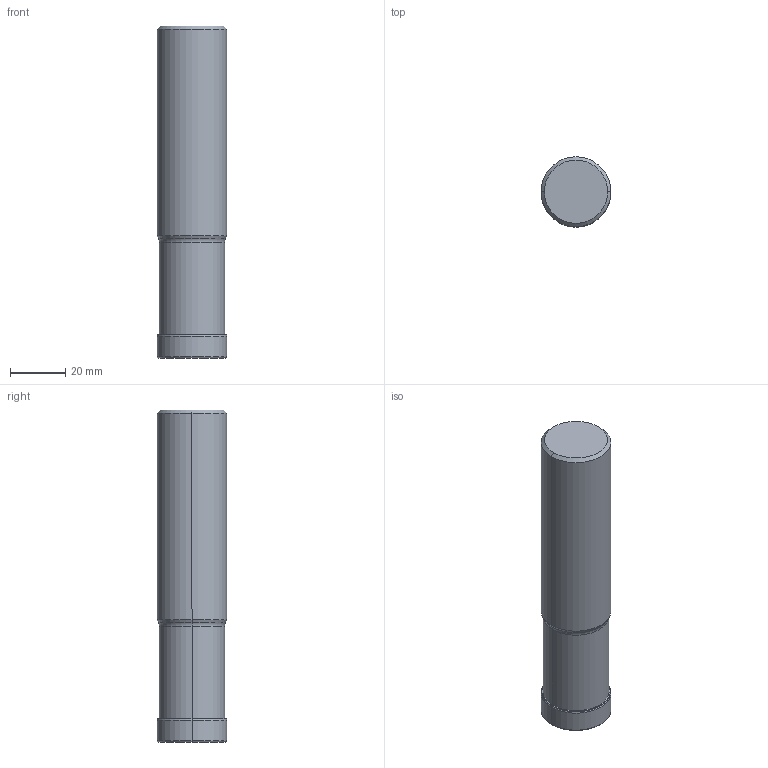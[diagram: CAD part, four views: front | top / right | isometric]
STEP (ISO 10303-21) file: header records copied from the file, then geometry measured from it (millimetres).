
FILE_DESCRIPTION(/* description */ (''),/* implementation_level */ '2;1');
FILE_NAME(/* name */ 'VPX200UR1604FA16S_IR0_016.stp',/* time_stamp */ '2025-07-08T15:38:19+09:00',/* author */ (''),/* organization */ (''),/* preprocessor_version */ 'ST-DEVELOPER v18.101',/* originating_system */ 'SIEMENS PLM Software NX 2011',/* authorisation */ '');
FILE_SCHEMA (('AUTOMOTIVE_DESIGN { 1 0 10303 214 3 1 1 1 }'));
Length unit declared in the file: millimetre
Products named in the file (1): VPX200UR1604FA16S_IR0_016_ASM
Bounding box: 25.4 x 25.4 x 120.65 mm (x, y, z)
Volume: 59768.8 mm3; surface area: 11788.3 mm2
Topology: 2 solids, 2 shells, 49 faces, 126 edges, 95 vertices
Faces by surface type: torus 18, cone 14, cylinder 6, revolution 4, plane 3, sphere 2, bspline 2
Entity records: 2238 total; most frequent: CARTESIAN_POINT 980, DIRECTION 253, ORIENTED_EDGE 224, AXIS2_PLACEMENT_3D 115, EDGE_CURVE 112, VERTEX_POINT 66, CIRCLE 64, EDGE_LOOP 50
